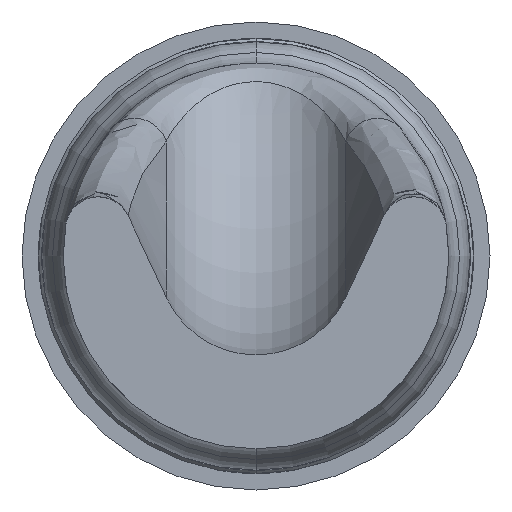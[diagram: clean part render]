
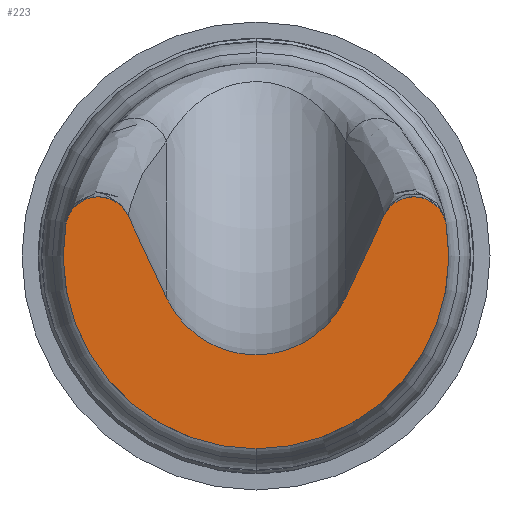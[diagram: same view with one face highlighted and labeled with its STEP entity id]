
A CAD part, front view. The second image highlights one B-rep face of the part: STEP entity #223.
In plain terms, the highlighted planar face has unit normal (0, -1, 0).
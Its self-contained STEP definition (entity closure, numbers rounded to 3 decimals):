
#140 = VERTEX_POINT ( 'NONE', #702 ) ;
#141 = DIRECTION ( 'NONE',  ( 0., 0., 1. ) ) ;
#156 = ORIENTED_EDGE ( 'NONE', *, *, #3994, .F. ) ;
#223 = ADVANCED_FACE ( 'Defeature ausgef�hrt1_1', ( #3626 ), #4699, .F. ) ;
#249 = VERTEX_POINT ( 'NONE', #2683 ) ;
#348 = CIRCLE ( 'NONE', #2175, 0.1 ) ;
#423 = VERTEX_POINT ( 'NONE', #752 ) ;
#449 = EDGE_CURVE ( 'Defeature ausgef�hrt1_1+Defeature ausgef�hrt1_9+Defeature ausgef�hrt1_3+Defeature ausgef�hrt1_2', #1352, #3189, #4490, .T. ) ;
#523 = CIRCLE ( 'NONE', #3614, 0.1 ) ;
#570 = ORIENTED_EDGE ( 'NONE', *, *, #2374, .T. ) ;
#585 = AXIS2_PLACEMENT_3D ( 'NONE', #2734, #3199, #1231 ) ;
#646 = VERTEX_POINT ( 'NONE', #4472 ) ;
#662 = AXIS2_PLACEMENT_3D ( 'NONE', #1500, #1886, #2309 ) ;
#698 = EDGE_CURVE ( 'Defeature ausgef�hrt1_1+Defeature ausgef�hrt1_9+Defeature ausgef�hrt1_3+Defeature ausgef�hrt1_2', #3189, #1159, #3148, .T. ) ;
#702 = CARTESIAN_POINT ( 'NONE',  ( 0., -26., -0.585 ) ) ;
#752 = CARTESIAN_POINT ( 'NONE',  ( -0.272, -26., -0.127 ) ) ;
#868 = EDGE_CURVE ( 'Defeature ausgef�hrt1_5+Defeature ausgef�hrt1_1+Defeature ausgef�hrt1_3+Defeature ausgef�hrt1_4', #423, #646, #1952, .T. ) ;
#944 = VECTOR ( 'NONE', #4617, 1000. ) ;
#952 = EDGE_CURVE ( 'Defeature ausgef�hrt1_2+Defeature ausgef�hrt1_1+Defeature ausgef�hrt1_13+Defeature ausgef�hrt1_9', #140, #1159, #4069, .T. ) ;
#963 = DIRECTION ( 'NONE',  ( 0., -1., 0. ) ) ;
#980 = CARTESIAN_POINT ( 'NONE',  ( 0.478, -26., 0.08 ) ) ;
#1110 = DIRECTION ( 'NONE',  ( 0., 0., 1. ) ) ;
#1141 = VERTEX_POINT ( 'NONE', #4260 ) ;
#1159 = VERTEX_POINT ( 'NONE', #5043 ) ;
#1180 = ORIENTED_EDGE ( 'NONE', *, *, #868, .F. ) ;
#1202 = AXIS2_PLACEMENT_3D ( 'NONE', #3353, #4534, #4521 ) ;
#1231 = DIRECTION ( 'NONE',  ( 0., 0., 1. ) ) ;
#1244 = EDGE_CURVE ( 'Defeature ausgef�hrt1_2+Defeature ausgef�hrt1_1+Defeature ausgef�hrt1_13+Defeature ausgef�hrt1_9', #249, #140, #1709, .T. ) ;
#1334 = DIRECTION ( 'NONE',  ( 0., 0., 1. ) ) ;
#1352 = VERTEX_POINT ( 'NONE', #2375 ) ;
#1368 = DIRECTION ( 'NONE',  ( 0., 0., 1. ) ) ;
#1500 = CARTESIAN_POINT ( 'NONE',  ( 0., -26., 0. ) ) ;
#1512 = CIRCLE ( 'NONE', #1202, 0.3 ) ;
#1625 = AXIS2_PLACEMENT_3D ( 'NONE', #2103, #4509, #141 ) ;
#1709 = CIRCLE ( 'NONE', #662, 0.585 ) ;
#1886 = DIRECTION ( 'NONE',  ( 0., 1., 0. ) ) ;
#1952 = CIRCLE ( 'NONE', #5020, 0.3 ) ;
#2041 = ORIENTED_EDGE ( 'NONE', *, *, #1244, .F. ) ;
#2076 = CARTESIAN_POINT ( 'NONE',  ( 0., -26., 0. ) ) ;
#2103 = CARTESIAN_POINT ( 'NONE',  ( -0.478, -26., 0.08 ) ) ;
#2175 = AXIS2_PLACEMENT_3D ( 'NONE', #980, #963, #2219 ) ;
#2219 = DIRECTION ( 'NONE',  ( 0., 0., 1. ) ) ;
#2309 = DIRECTION ( 'NONE',  ( 0., 0., 1. ) ) ;
#2374 = EDGE_CURVE ( 'Defeature ausgef�hrt1_1+Defeature ausgef�hrt1_13+Defeature ausgef�hrt1_2+Defeature ausgef�hrt1_4', #249, #4178, #348, .T. ) ;
#2375 = CARTESIAN_POINT ( 'NONE',  ( -0.388, -26., 0.122 ) ) ;
#2439 = AXIS2_PLACEMENT_3D ( 'NONE', #3893, #3499, #1110 ) ;
#2470 = EDGE_LOOP ( 'NONE', ( #2041, #570, #5111, #3746, #156, #1180, #4759, #3367, #4297, #4237 ) ) ;
#2508 = AXIS2_PLACEMENT_3D ( 'NONE', #3712, #4112, #1334 ) ;
#2683 = CARTESIAN_POINT ( 'NONE',  ( 0.577, -26., 0.096 ) ) ;
#2721 = EDGE_CURVE ( 'Defeature ausgef�hrt1_1+Defeature ausgef�hrt1_13+Defeature ausgef�hrt1_2+Defeature ausgef�hrt1_4', #4178, #1141, #523, .T. ) ;
#2734 = CARTESIAN_POINT ( 'NONE',  ( -0.478, -26., 0.08 ) ) ;
#2794 = LINE ( 'NONE', #2822, #4300 ) ;
#2822 = CARTESIAN_POINT ( 'NONE',  ( 0.272, -26., -0.127 ) ) ;
#3148 = CIRCLE ( 'NONE', #1625, 0.1 ) ;
#3176 = EDGE_CURVE ( 'Defeature ausgef�hrt1_3+Defeature ausgef�hrt1_1+Defeature ausgef�hrt1_9+Defeature ausgef�hrt1_5', #1352, #423, #3630, .T. ) ;
#3189 = VERTEX_POINT ( 'NONE', #4184 ) ;
#3199 = DIRECTION ( 'NONE',  ( 0., -1., 0. ) ) ;
#3249 = VERTEX_POINT ( 'NONE', #4233 ) ;
#3353 = CARTESIAN_POINT ( 'NONE',  ( 0., -26., 0. ) ) ;
#3367 = ORIENTED_EDGE ( 'NONE', *, *, #449, .T. ) ;
#3419 = CARTESIAN_POINT ( 'NONE',  ( -0.272, -26., -0.127 ) ) ;
#3499 = DIRECTION ( 'NONE',  ( 0., 1., 0. ) ) ;
#3614 = AXIS2_PLACEMENT_3D ( 'NONE', #4085, #3668, #1368 ) ;
#3626 = FACE_OUTER_BOUND ( 'NONE', #2470, .T. ) ;
#3630 = LINE ( 'NONE', #3419, #944 ) ;
#3668 = DIRECTION ( 'NONE',  ( 0., -1., 0. ) ) ;
#3712 = CARTESIAN_POINT ( 'NONE',  ( 0., -26., 0. ) ) ;
#3746 = ORIENTED_EDGE ( 'NONE', *, *, #4975, .F. ) ;
#3893 = CARTESIAN_POINT ( 'NONE',  ( 0.585, -26., 0. ) ) ;
#3994 = EDGE_CURVE ( 'Defeature ausgef�hrt1_5+Defeature ausgef�hrt1_1+Defeature ausgef�hrt1_3+Defeature ausgef�hrt1_4', #646, #3249, #1512, .T. ) ;
#4011 = DIRECTION ( 'NONE',  ( 0.423, 0., 0.906 ) ) ;
#4063 = DIRECTION ( 'NONE',  ( 0., -1., 0. ) ) ;
#4069 = CIRCLE ( 'NONE', #2508, 0.585 ) ;
#4085 = CARTESIAN_POINT ( 'NONE',  ( 0.478, -26., 0.08 ) ) ;
#4112 = DIRECTION ( 'NONE',  ( 0., 1., 0. ) ) ;
#4178 = VERTEX_POINT ( 'NONE', #4962 ) ;
#4184 = CARTESIAN_POINT ( 'NONE',  ( -0.478, -26., 0.18 ) ) ;
#4233 = CARTESIAN_POINT ( 'NONE',  ( 0.272, -26., -0.127 ) ) ;
#4237 = ORIENTED_EDGE ( 'NONE', *, *, #952, .F. ) ;
#4260 = CARTESIAN_POINT ( 'NONE',  ( 0.388, -26., 0.122 ) ) ;
#4297 = ORIENTED_EDGE ( 'NONE', *, *, #698, .T. ) ;
#4300 = VECTOR ( 'NONE', #4011, 1000. ) ;
#4451 = DIRECTION ( 'NONE',  ( 0., 0., -1. ) ) ;
#4472 = CARTESIAN_POINT ( 'NONE',  ( 0., -26., -0.3 ) ) ;
#4490 = CIRCLE ( 'NONE', #585, 0.1 ) ;
#4509 = DIRECTION ( 'NONE',  ( 0., -1., 0. ) ) ;
#4521 = DIRECTION ( 'NONE',  ( 0., 0., -1. ) ) ;
#4534 = DIRECTION ( 'NONE',  ( 0., -1., 0. ) ) ;
#4617 = DIRECTION ( 'NONE',  ( 0.423, 0., -0.906 ) ) ;
#4699 = PLANE ( 'NONE',  #2439 ) ;
#4759 = ORIENTED_EDGE ( 'NONE', *, *, #3176, .F. ) ;
#4962 = CARTESIAN_POINT ( 'NONE',  ( 0.478, -26., 0.18 ) ) ;
#4975 = EDGE_CURVE ( 'Defeature ausgef�hrt1_4+Defeature ausgef�hrt1_1+Defeature ausgef�hrt1_5+Defeature ausgef�hrt1_13', #3249, #1141, #2794, .T. ) ;
#5020 = AXIS2_PLACEMENT_3D ( 'NONE', #2076, #4063, #4451 ) ;
#5043 = CARTESIAN_POINT ( 'NONE',  ( -0.577, -26., 0.096 ) ) ;
#5111 = ORIENTED_EDGE ( 'NONE', *, *, #2721, .T. ) ;
